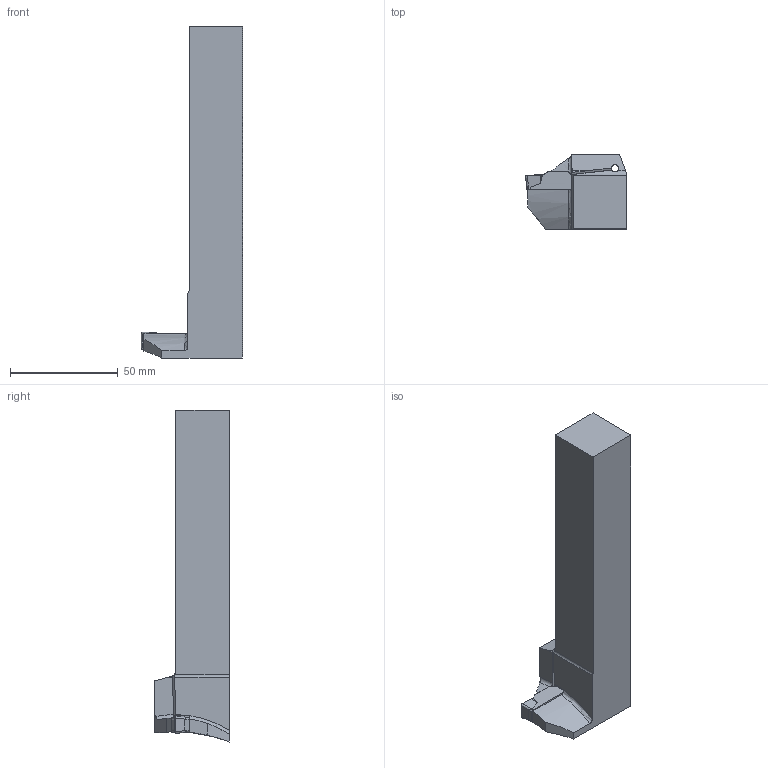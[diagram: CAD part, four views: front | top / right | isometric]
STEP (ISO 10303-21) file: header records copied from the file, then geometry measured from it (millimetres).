
FILE_DESCRIPTION(/* description */ (''),/* implementation_level */ '2;1');
FILE_NAME(/* name */ 'TOOLASSEMBLY_1.STP',/* time_stamp */ '2022-12-22T14:26:54+01:00',/* author */ (''),/* organization */ ('SMS'),/* preprocessor_version */ 'ST-DEVELOPER v16.7',/* originating_system */ 'SIEMENS PLM Software NX 12.0',/* authorisation */ '');
FILE_SCHEMA (('AUTOMOTIVE_DESIGN { 1 0 10303 214 3 1 1 1 }'));
Length unit declared in the file: millimetre
Products named in the file (4): ASSEMBLY_CONSTRUCTION; CUT_20221222142555; NOCUT_20221222142516; TOOLASSEMBLY_1
Assembly tree (3 placements, depth 2):
  TOOLASSEMBLY_1
    NOCUT_20221222142516
    CUT_20221222142555
    ASSEMBLY_CONSTRUCTION
Bounding box: 47 x 34.7 x 153.94 mm (x, y, z)
Volume: 101698 mm3; surface area: 20286.7 mm2
Topology: 2 solids, 2 shells, 113 faces, 335 edges, 233 vertices
Faces by surface type: plane 62, extrusion 24, cylinder 21, bspline 4, torus 2
Entity records: 5051 total; most frequent: CARTESIAN_POINT 2014, ORIENTED_EDGE 662, DIRECTION 495, EDGE_CURVE 331, VERTEX_POINT 222, VECTOR 219, LINE 195, AXIS2_PLACEMENT_3D 138
